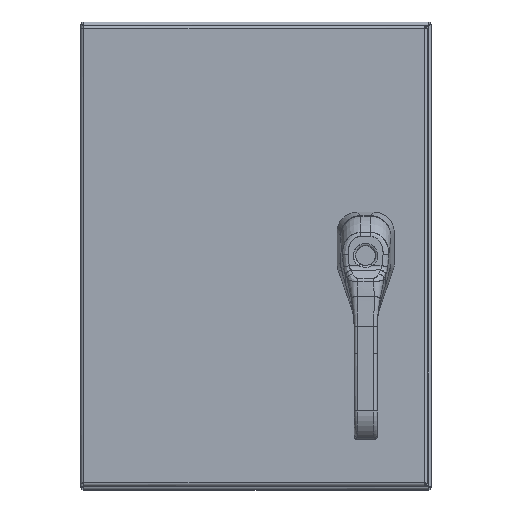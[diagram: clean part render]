
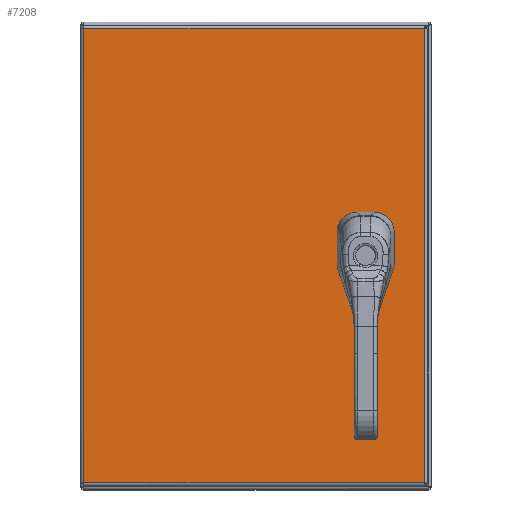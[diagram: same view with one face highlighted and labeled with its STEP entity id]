
A CAD part, top view. The second image highlights one B-rep face of the part: STEP entity #7208.
In plain terms, the highlighted face is planar.
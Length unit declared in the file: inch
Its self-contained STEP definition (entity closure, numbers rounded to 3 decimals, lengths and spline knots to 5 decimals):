
#5438=CARTESIAN_POINT('',(2.33762,8.275,0.0));
#5439=VERTEX_POINT('',#5438);
#5446=CARTESIAN_POINT('',(2.525,8.08762,0.0));
#5447=VERTEX_POINT('',#5446);
#5448=CARTESIAN_POINT('',(2.125,7.875,0.0));
#5449=DIRECTION('',(0.0,0.0,1.0));
#5450=DIRECTION('',(-0.469,-0.883,0.0));
#5451=AXIS2_PLACEMENT_3D('',#5448,#5449,#5450);
#5452=CIRCLE('',#5451,0.453);
#5453=EDGE_CURVE('',#5447,#5439,#5452,.T.);
#5478=CARTESIAN_POINT('',(2.525,7.66238,0.0));
#5479=VERTEX_POINT('',#5478);
#5480=CARTESIAN_POINT('',(2.525,7.66238,0.0));
#5481=DIRECTION('',(0.0,1.0,0.0));
#5482=VECTOR('',#5481,0.42525);
#5483=LINE('',#5480,#5482);
#5484=EDGE_CURVE('',#5479,#5447,#5483,.T.);
#5510=CARTESIAN_POINT('',(2.33762,7.475,0.0));
#5511=VERTEX_POINT('',#5510);
#5512=CARTESIAN_POINT('',(2.125,7.875,0.0));
#5513=DIRECTION('',(0.0,0.0,1.0));
#5514=DIRECTION('',(-0.883,0.469,0.0));
#5515=AXIS2_PLACEMENT_3D('',#5512,#5513,#5514);
#5516=CIRCLE('',#5515,0.453);
#5517=EDGE_CURVE('',#5511,#5479,#5516,.T.);
#5542=CARTESIAN_POINT('',(1.91238,7.475,0.0));
#5543=VERTEX_POINT('',#5542);
#5544=CARTESIAN_POINT('',(1.91238,7.475,0.0));
#5545=DIRECTION('',(1.0,0.0,0.0));
#5546=VECTOR('',#5545,0.42525);
#5547=LINE('',#5544,#5546);
#5548=EDGE_CURVE('',#5543,#5511,#5547,.T.);
#5574=CARTESIAN_POINT('',(1.725,7.66238,0.0));
#5575=VERTEX_POINT('',#5574);
#5576=CARTESIAN_POINT('',(2.125,7.875,0.0));
#5577=DIRECTION('',(0.0,0.0,1.0));
#5578=DIRECTION('',(0.469,0.883,0.0));
#5579=AXIS2_PLACEMENT_3D('',#5576,#5577,#5578);
#5580=CIRCLE('',#5579,0.453);
#5581=EDGE_CURVE('',#5575,#5543,#5580,.T.);
#5606=CARTESIAN_POINT('',(1.725,8.08762,0.0));
#5607=VERTEX_POINT('',#5606);
#5608=CARTESIAN_POINT('',(1.725,8.08762,0.0));
#5609=DIRECTION('',(0.0,-1.0,0.0));
#5610=VECTOR('',#5609,0.42525);
#5611=LINE('',#5608,#5610);
#5612=EDGE_CURVE('',#5607,#5575,#5611,.T.);
#5638=CARTESIAN_POINT('',(1.91238,8.275,0.0));
#5639=VERTEX_POINT('',#5638);
#5640=CARTESIAN_POINT('',(2.125,7.875,0.0));
#5641=DIRECTION('',(0.0,0.0,1.0));
#5642=DIRECTION('',(0.883,-0.469,0.0));
#5643=AXIS2_PLACEMENT_3D('',#5640,#5641,#5642);
#5644=CIRCLE('',#5643,0.453);
#5645=EDGE_CURVE('',#5639,#5607,#5644,.T.);
#5668=CARTESIAN_POINT('',(2.33762,8.275,0.0));
#5669=DIRECTION('',(-1.0,0.0,0.0));
#5670=VECTOR('',#5669,0.42525);
#5671=LINE('',#5668,#5670);
#5672=EDGE_CURVE('',#5439,#5639,#5671,.T.);
#5694=CARTESIAN_POINT('',(1.985,8.75997,0.0));
#5695=VERTEX_POINT('',#5694);
#5696=CARTESIAN_POINT('',(2.125,8.75997,0.0));
#5697=DIRECTION('',(0.0,0.0,1.0));
#5698=DIRECTION('',(1.0,0.0,0.0));
#5699=AXIS2_PLACEMENT_3D('',#5696,#5697,#5698);
#5700=CIRCLE('',#5699,0.14);
#5701=EDGE_CURVE('',#5695,#5695,#5700,.T.);
#5722=CARTESIAN_POINT('',(1.985,6.98897,0.0));
#5723=VERTEX_POINT('',#5722);
#5724=CARTESIAN_POINT('',(2.125,6.98897,0.0));
#5725=DIRECTION('',(0.0,0.0,1.0));
#5726=DIRECTION('',(1.0,0.0,0.0));
#5727=AXIS2_PLACEMENT_3D('',#5724,#5725,#5726);
#5728=CIRCLE('',#5727,0.14);
#5729=EDGE_CURVE('',#5723,#5723,#5728,.T.);
#5750=CARTESIAN_POINT('',(1.985,6.49697,0.0));
#5751=VERTEX_POINT('',#5750);
#5752=CARTESIAN_POINT('',(2.125,6.49697,0.0));
#5753=DIRECTION('',(0.0,0.0,1.0));
#5754=DIRECTION('',(1.0,0.0,0.0));
#5755=AXIS2_PLACEMENT_3D('',#5752,#5753,#5754);
#5756=CIRCLE('',#5755,0.14);
#5757=EDGE_CURVE('',#5751,#5751,#5756,.T.);
#6207=CARTESIAN_POINT('',(11.76975,0.10525,0.));
#6208=VERTEX_POINT('',#6207);
#6219=CARTESIAN_POINT('',(11.76975,15.64475,0.));
#6220=VERTEX_POINT('',#6219);
#6221=CARTESIAN_POINT('',(11.76975,15.64475,0.0));
#6222=DIRECTION('',(0.0,-1.0,0.0));
#6223=VECTOR('',#6222,15.5395);
#6224=LINE('',#6221,#6223);
#6225=EDGE_CURVE('',#6220,#6208,#6224,.T.);
#6377=CARTESIAN_POINT('',(0.10525,0.10525,0.));
#6378=VERTEX_POINT('',#6377);
#6389=CARTESIAN_POINT('',(11.76975,0.10525,0.0));
#6390=DIRECTION('',(-1.0,0.0,0.0));
#6391=VECTOR('',#6390,11.6645);
#6392=LINE('',#6389,#6391);
#6393=EDGE_CURVE('',#6208,#6378,#6392,.T.);
#6654=CARTESIAN_POINT('',(0.10525,15.64475,0.));
#6655=VERTEX_POINT('',#6654);
#6666=CARTESIAN_POINT('',(0.10525,0.10525,0.0));
#6667=DIRECTION('',(0.0,1.0,0.0));
#6668=VECTOR('',#6667,15.5395);
#6669=LINE('',#6666,#6668);
#6670=EDGE_CURVE('',#6378,#6655,#6669,.T.);
#6935=CARTESIAN_POINT('',(0.10525,15.64475,0.0));
#6936=DIRECTION('',(1.0,0.0,0.0));
#6937=VECTOR('',#6936,11.6645);
#6938=LINE('',#6935,#6937);
#6939=EDGE_CURVE('',#6655,#6220,#6938,.T.);
#7178=CARTESIAN_POINT('',(5.9375,7.875,0.0));
#7179=DIRECTION('',(0.0,0.0,1.0));
#7180=DIRECTION('',(1.0,0.0,0.0));
#7181=AXIS2_PLACEMENT_3D('',#7178,#7179,#7180);
#7182=PLANE('',#7181);
#7183=ORIENTED_EDGE('',*,*,#6225,.T.);
#7184=ORIENTED_EDGE('',*,*,#6393,.T.);
#7185=ORIENTED_EDGE('',*,*,#6670,.T.);
#7186=ORIENTED_EDGE('',*,*,#6939,.T.);
#7187=EDGE_LOOP('',(#7183,#7184,#7185,#7186));
#7188=FACE_OUTER_BOUND('',#7187,.T.);
#7189=ORIENTED_EDGE('',*,*,#5453,.T.);
#7190=ORIENTED_EDGE('',*,*,#5672,.T.);
#7191=ORIENTED_EDGE('',*,*,#5645,.T.);
#7192=ORIENTED_EDGE('',*,*,#5612,.T.);
#7193=ORIENTED_EDGE('',*,*,#5581,.T.);
#7194=ORIENTED_EDGE('',*,*,#5548,.T.);
#7195=ORIENTED_EDGE('',*,*,#5517,.T.);
#7196=ORIENTED_EDGE('',*,*,#5484,.T.);
#7197=EDGE_LOOP('',(#7189,#7190,#7191,#7192,#7193,#7194,#7195,#7196));
#7198=FACE_BOUND('',#7197,.T.);
#7199=ORIENTED_EDGE('',*,*,#5701,.T.);
#7200=EDGE_LOOP('',(#7199));
#7201=FACE_BOUND('',#7200,.T.);
#7202=ORIENTED_EDGE('',*,*,#5729,.T.);
#7203=EDGE_LOOP('',(#7202));
#7204=FACE_BOUND('',#7203,.T.);
#7205=ORIENTED_EDGE('',*,*,#5757,.T.);
#7206=EDGE_LOOP('',(#7205));
#7207=FACE_BOUND('',#7206,.T.);
#7208=ADVANCED_FACE('',(#7188,#7198,#7201,#7204,#7207),#7182,.F.);
